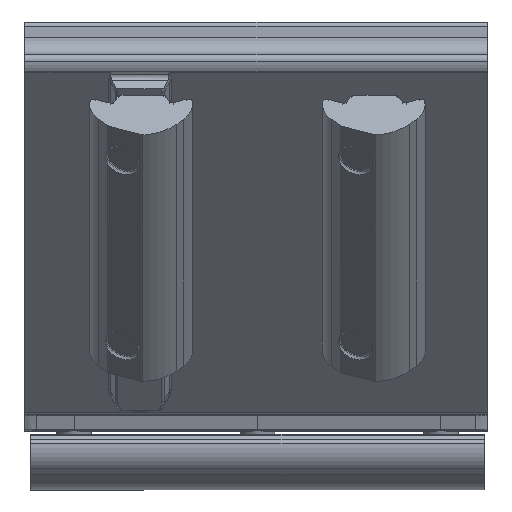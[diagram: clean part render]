
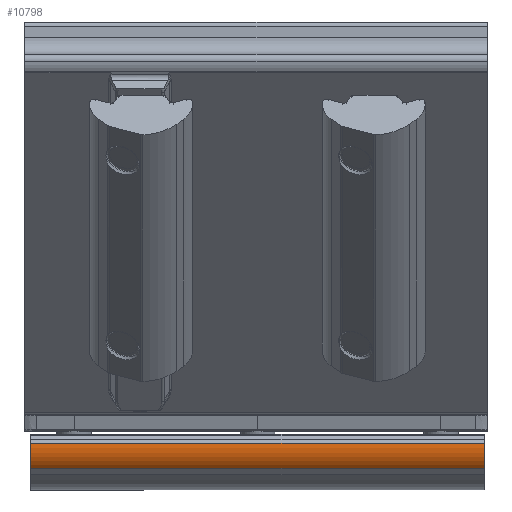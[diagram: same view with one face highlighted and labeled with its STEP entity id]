
A CAD part, left-side view. The second image highlights one B-rep face of the part: STEP entity #10798.
In plain terms, the highlighted cylindrical face has radius 5.25 mm (diameter 10.5 mm), a partial arc.
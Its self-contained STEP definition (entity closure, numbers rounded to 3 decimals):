
#1060 = CARTESIAN_POINT ( 'NONE',  ( -3.629, 0.5, -46.563 ) ) ;
#1295 = DIRECTION ( 'NONE',  ( 1., 0., 0. ) ) ;
#1384 = ORIENTED_EDGE ( 'NONE', *, *, #11833, .F. ) ;
#2173 = FACE_OUTER_BOUND ( 'NONE', #8814, .T. ) ;
#2349 = AXIS2_PLACEMENT_3D ( 'NONE', #1060, #6696, #2948 ) ;
#2948 = DIRECTION ( 'NONE',  ( 1., 0., 0. ) ) ;
#3195 = EDGE_CURVE ( 'NONE', #5634, #4433, #22050, .T. ) ;
#3754 = DIRECTION ( 'NONE',  ( 0., -1., 0. ) ) ;
#4433 = VERTEX_POINT ( 'NONE', #6431 ) ;
#4506 = CYLINDRICAL_SURFACE ( 'NONE', #5908, 5.25 ) ;
#5545 = CIRCLE ( 'NONE', #2349, 5.25 ) ;
#5634 = VERTEX_POINT ( 'NONE', #23154 ) ;
#5908 = AXIS2_PLACEMENT_3D ( 'NONE', #15283, #10384, #10131 ) ;
#6005 = CARTESIAN_POINT ( 'NONE',  ( -8.845, 78.5, -45.975 ) ) ;
#6431 = CARTESIAN_POINT ( 'NONE',  ( -7.341, 0.5, -50.276 ) ) ;
#6696 = DIRECTION ( 'NONE',  ( 0., -1., 0. ) ) ;
#6801 = DIRECTION ( 'NONE',  ( 0., -1., 0. ) ) ;
#7198 = AXIS2_PLACEMENT_3D ( 'NONE', #24168, #6801, #1295 ) ;
#7407 = ORIENTED_EDGE ( 'NONE', *, *, #15855, .T. ) ;
#8801 = EDGE_CURVE ( 'NONE', #23165, #24706, #19658, .T. ) ;
#8814 = EDGE_LOOP ( 'NONE', ( #1384, #11417, #7407, #21186 ) ) ;
#10131 = DIRECTION ( 'NONE',  ( 1., 0., 0. ) ) ;
#10384 = DIRECTION ( 'NONE',  ( 0., -1., 0. ) ) ;
#10798 = ADVANCED_FACE ( 'NONE', ( #2173 ), #4506, .T. ) ;
#11417 = ORIENTED_EDGE ( 'NONE', *, *, #8801, .F. ) ;
#11454 = VECTOR ( 'NONE', #18034, 1000. ) ;
#11833 = EDGE_CURVE ( 'NONE', #24706, #4433, #5545, .T. ) ;
#15283 = CARTESIAN_POINT ( 'NONE',  ( -3.629, 78.5, -46.563 ) ) ;
#15855 = EDGE_CURVE ( 'NONE', #23165, #5634, #16391, .T. ) ;
#16216 = CARTESIAN_POINT ( 'NONE',  ( -8.845, 0.5, -45.975 ) ) ;
#16391 = CIRCLE ( 'NONE', #7198, 5.25 ) ;
#18034 = DIRECTION ( 'NONE',  ( 0., -1., 0. ) ) ;
#19658 = LINE ( 'NONE', #21791, #11454 ) ;
#21186 = ORIENTED_EDGE ( 'NONE', *, *, #3195, .T. ) ;
#21791 = CARTESIAN_POINT ( 'NONE',  ( -8.845, 78.5, -45.975 ) ) ;
#22050 = LINE ( 'NONE', #22515, #22873 ) ;
#22515 = CARTESIAN_POINT ( 'NONE',  ( -7.341, 78.5, -50.276 ) ) ;
#22873 = VECTOR ( 'NONE', #3754, 1000. ) ;
#23154 = CARTESIAN_POINT ( 'NONE',  ( -7.341, 78.5, -50.276 ) ) ;
#23165 = VERTEX_POINT ( 'NONE', #6005 ) ;
#24168 = CARTESIAN_POINT ( 'NONE',  ( -3.629, 78.5, -46.563 ) ) ;
#24706 = VERTEX_POINT ( 'NONE', #16216 ) ;
